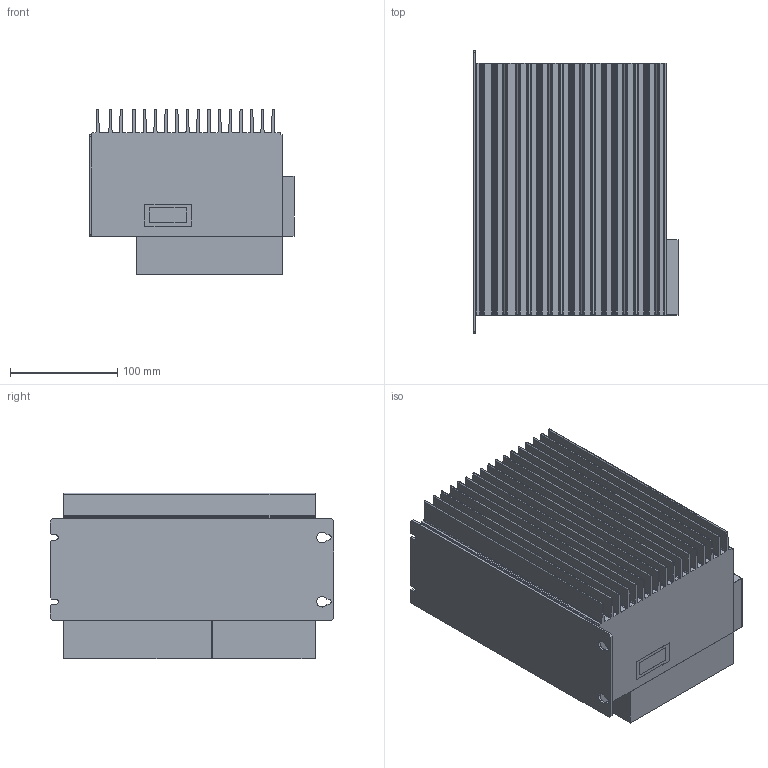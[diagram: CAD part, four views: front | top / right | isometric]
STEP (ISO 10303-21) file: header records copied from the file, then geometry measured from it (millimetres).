
FILE_DESCRIPTION (( 'STEP AP203' ), '1' );
FILE_NAME ('MFC-S120 + Options.STEP', '2024-11-19T17:36:34', ( '' ), ( '' ), 'SwSTEP 2.0', 'SolidWorks 2024', '' );
FILE_SCHEMA (( 'CONFIG_CONTROL_DESIGN' ));
Length unit declared in the file: millimetre
Products named in the file (5): MFC-S120; MFC-Option 2; DP-01; MFC-Option 1; MFC-S120 + Options
Assembly tree (4 placements, depth 2):
  MFC-S120 + Options
    MFC-Option 2
    MFC-Option 1
    DP-01
    MFC-S120
Bounding box: 191.3 x 265 x 155 mm (x, y, z)
Volume: 5516316.1 mm3; surface area: 493959.1 mm2
Topology: 5 solids, 5 shells, 6530 faces, 18160 edges, 12100 vertices
Faces by surface type: plane 4691, bspline 1685, cylinder 150, sphere 4
Entity records: 214754 total; most frequent: CARTESIAN_POINT 58043, ORIENTED_EDGE 36312, DIRECTION 24786, EDGE_CURVE 18156, VECTOR 14482, LINE 14482, VERTEX_POINT 12100, EDGE_LOOP 6998
